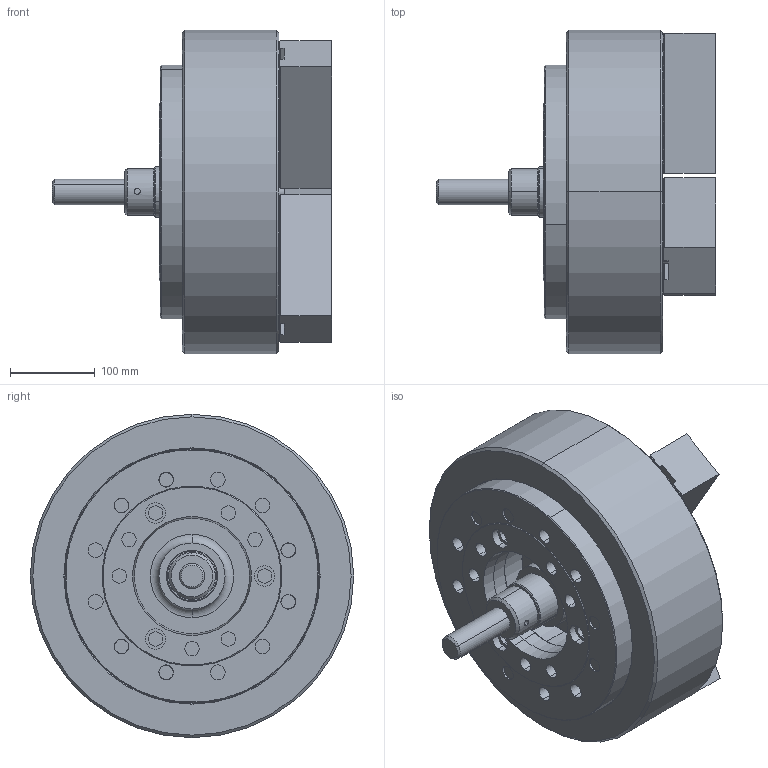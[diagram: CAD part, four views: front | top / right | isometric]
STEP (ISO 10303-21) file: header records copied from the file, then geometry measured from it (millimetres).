
FILE_DESCRIPTION (( 'STEP AP203' ), '1' );
FILE_NAME ('CF-3P-215A8.STEP', '2020-01-07T05:47:10', ( 'temp' ), ( '' ), 'SwSTEP 2.0', 'SolidWorks 2016', '' );
FILE_SCHEMA (( 'CONFIG_CONTROL_DESIGN' ));
Length unit declared in the file: millimetre
Products named in the file (12): 圓頭內六角螺栓_M8x16; 圓頭內六角螺栓_M20x55; 圓頭內六角螺栓_M20x115; 3P-15-05000; 3P-15-06000; 3P-215-01010; 圓頭內六角螺栓_M30x125(全牙); 3P-215-02010; 3H-15-11000-A8法蘭; SJ-15P; CF-3P-215A8; 3P-215-04010
Assembly tree (25 placements, depth 2):
  CF-3P-215A8
    3P-215-01010
    3P-215-02010
    SJ-15P  x3
    3P-215-04010
    圓頭內六角螺栓_M8x16  x3
    圓頭內六角螺栓_M20x55  x6
    圓頭內六角螺栓_M20x115  x6
    3P-15-05000
    3P-15-06000
    圓頭內六角螺栓_M30x125(全牙)
    3H-15-11000-A8法蘭
Bounding box: 329 x 381 x 381 mm (x, y, z)
Volume: 15543737 mm3; surface area: 1118445.2 mm2
Topology: 25 solids, 25 shells, 3521 faces, 9970 edges, 6538 vertices
Faces by surface type: plane 2347, cylinder 934, cone 230, torus 10
Entity records: 46126 total; most frequent: CARTESIAN_POINT 9465, ORIENTED_EDGE 7712, DIRECTION 6826, EDGE_CURVE 3856, VECTOR 2728, LINE 2728, VERTEX_POINT 2532, AXIS2_PLACEMENT_3D 2049
